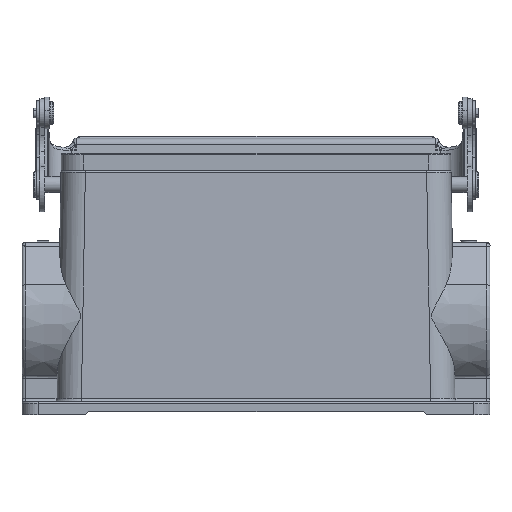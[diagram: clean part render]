
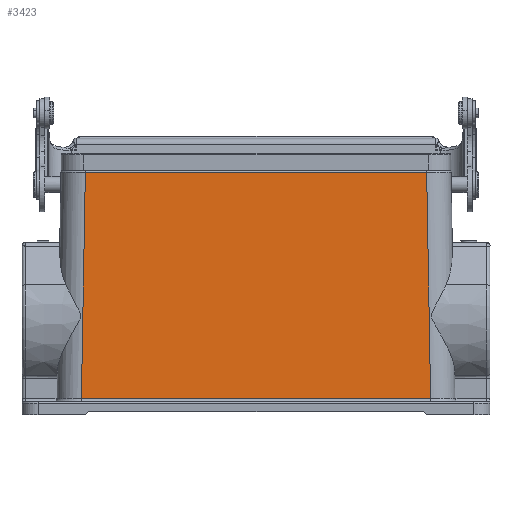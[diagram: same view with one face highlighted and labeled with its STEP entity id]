
A CAD part, top view. The second image highlights one B-rep face of the part: STEP entity #3423.
In plain terms, the highlighted planar face has unit normal (0, 0.018, 1).
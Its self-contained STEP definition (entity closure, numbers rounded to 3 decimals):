
#964=FACE_OUTER_BOUND('',#5442,.T.);
#3423=ADVANCED_FACE('',(#964),#4499,.T.);
#4499=PLANE('',#22387);
#5442=EDGE_LOOP('',(#10795,#10796,#10797,#10798));
#6902=LINE('',#33471,#8214);
#6903=LINE('',#33473,#8215);
#6904=LINE('',#33475,#8216);
#6905=LINE('',#33477,#8217);
#8214=VECTOR('',#25135,1.);
#8215=VECTOR('',#25138,1.);
#8216=VECTOR('',#25139,1.);
#8217=VECTOR('',#25140,1.);
#10795=ORIENTED_EDGE('',*,*,#18947,.T.);
#10796=ORIENTED_EDGE('',*,*,#18946,.F.);
#10797=ORIENTED_EDGE('',*,*,#18948,.T.);
#10798=ORIENTED_EDGE('',*,*,#18949,.F.);
#16557=VERTEX_POINT('',#33380);
#16562=VERTEX_POINT('',#33470);
#16563=VERTEX_POINT('',#33474);
#16564=VERTEX_POINT('',#33476);
#18946=EDGE_CURVE('',#16562,#16557,#6902,.T.);
#18947=EDGE_CURVE('',#16563,#16557,#6903,.T.);
#18948=EDGE_CURVE('',#16562,#16564,#6904,.T.);
#18949=EDGE_CURVE('',#16563,#16564,#6905,.T.);
#22387=AXIS2_PLACEMENT_3D('',#33478,#25141,#25142);
#25135=DIRECTION('',(0.017,1.,-0.017));
#25138=DIRECTION('',(-1.,0.,0.));
#25139=DIRECTION('',(1.,0.,0.));
#25140=DIRECTION('',(0.017,-1.,0.017));
#25141=DIRECTION('',(0.,0.017,1.));
#25142=DIRECTION('',(0.,-1.,0.017));
#33380=CARTESIAN_POINT('',(20.49,74.509,-6.491));
#33470=CARTESIAN_POINT('',(19.277,4.983,-5.278));
#33471=CARTESIAN_POINT('',(19.277,4.983,-5.278));
#33473=CARTESIAN_POINT('',(125.51,74.509,-6.491));
#33474=CARTESIAN_POINT('',(125.51,74.509,-6.491));
#33475=CARTESIAN_POINT('',(19.277,4.983,-5.278));
#33476=CARTESIAN_POINT('',(126.723,4.983,-5.278));
#33477=CARTESIAN_POINT('',(125.51,74.509,-6.491));
#33478=CARTESIAN_POINT('',(73.,39.746,-5.885));
